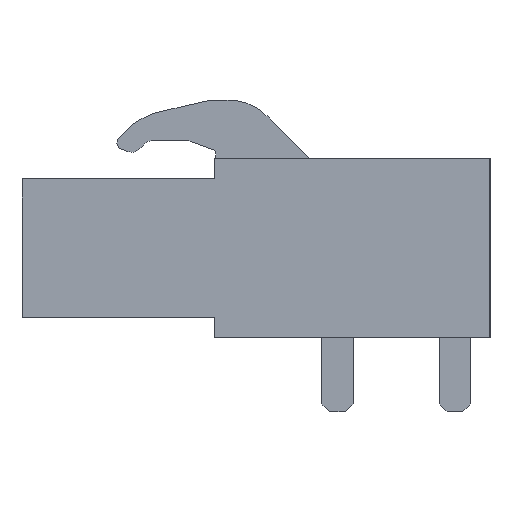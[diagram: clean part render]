
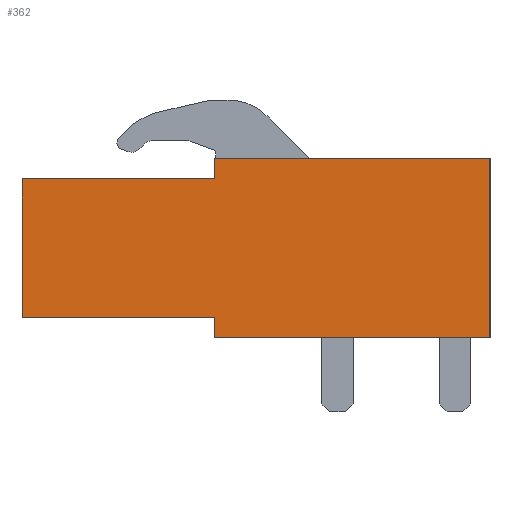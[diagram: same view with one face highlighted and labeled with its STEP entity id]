
A CAD part, left-side view. The second image highlights one B-rep face of the part: STEP entity #362.
In plain terms, the highlighted planar face has unit normal (-1, 0, 0).
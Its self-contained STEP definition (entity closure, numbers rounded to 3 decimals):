
#312=AXIS2_PLACEMENT_3D('Plane Axis2P3D',#309,#310,#311) ;
#40=CARTESIAN_POINT('Vertex',(0.,0.,3.2)) ;
#56=CARTESIAN_POINT('Vertex',(0.,0.,10.95)) ;
#59=CARTESIAN_POINT('Line Origine',(0.,0.,7.075)) ;
#89=CARTESIAN_POINT('Vertex',(0.,20.25,4.075)) ;
#92=CARTESIAN_POINT('Line Origine',(0.,20.25,7.075)) ;
#96=CARTESIAN_POINT('Vertex',(0.,20.25,10.075)) ;
#309=CARTESIAN_POINT('Axis2P3D Location',(0.,0.,3.2)) ;
#314=CARTESIAN_POINT('Line Origine',(0.,16.075,4.075)) ;
#318=CARTESIAN_POINT('Vertex',(0.,11.9,4.075)) ;
#321=CARTESIAN_POINT('Line Origine',(0.,11.9,3.638)) ;
#325=CARTESIAN_POINT('Vertex',(0.,11.9,3.2)) ;
#328=CARTESIAN_POINT('Line Origine',(0.,5.95,3.2)) ;
#333=CARTESIAN_POINT('Line Origine',(0.,5.95,10.95)) ;
#337=CARTESIAN_POINT('Vertex',(0.,11.9,10.95)) ;
#340=CARTESIAN_POINT('Line Origine',(0.,11.9,10.513)) ;
#344=CARTESIAN_POINT('Vertex',(0.,11.9,10.075)) ;
#347=CARTESIAN_POINT('Line Origine',(0.,16.075,10.075)) ;
#60=DIRECTION('Vector Direction',(0.,0.,1.)) ;
#93=DIRECTION('Vector Direction',(0.,0.,1.)) ;
#310=DIRECTION('Axis2P3D Direction',(-1.,0.,0.)) ;
#311=DIRECTION('Axis2P3D XDirection',(0.,0.,1.)) ;
#315=DIRECTION('Vector Direction',(0.,1.,0.)) ;
#322=DIRECTION('Vector Direction',(0.,0.,1.)) ;
#329=DIRECTION('Vector Direction',(0.,1.,0.)) ;
#334=DIRECTION('Vector Direction',(0.,1.,0.)) ;
#341=DIRECTION('Vector Direction',(0.,0.,-1.)) ;
#348=DIRECTION('Vector Direction',(0.,1.,0.)) ;
#61=VECTOR('Line Direction',#60,1.) ;
#94=VECTOR('Line Direction',#93,1.) ;
#316=VECTOR('Line Direction',#315,1.) ;
#323=VECTOR('Line Direction',#322,1.) ;
#330=VECTOR('Line Direction',#329,1.) ;
#335=VECTOR('Line Direction',#334,1.) ;
#342=VECTOR('Line Direction',#341,1.) ;
#349=VECTOR('Line Direction',#348,1.) ;
#353=ORIENTED_EDGE('',*,*,#320,.F.) ;
#354=ORIENTED_EDGE('',*,*,#327,.F.) ;
#355=ORIENTED_EDGE('',*,*,#332,.F.) ;
#356=ORIENTED_EDGE('',*,*,#63,.F.) ;
#357=ORIENTED_EDGE('',*,*,#339,.T.) ;
#358=ORIENTED_EDGE('',*,*,#346,.F.) ;
#359=ORIENTED_EDGE('',*,*,#351,.F.) ;
#360=ORIENTED_EDGE('',*,*,#98,.T.) ;
#362=ADVANCED_FACE('BLL 5.08/11/90 3.2 SN OR 1623030000',(#361),#313,.T.) ;
#63=EDGE_CURVE('',#57,#41,#62,.F.) ;
#98=EDGE_CURVE('',#97,#90,#95,.F.) ;
#320=EDGE_CURVE('',#319,#90,#317,.T.) ;
#327=EDGE_CURVE('',#326,#319,#324,.T.) ;
#332=EDGE_CURVE('',#41,#326,#331,.T.) ;
#339=EDGE_CURVE('',#57,#338,#336,.T.) ;
#346=EDGE_CURVE('',#345,#338,#343,.F.) ;
#351=EDGE_CURVE('',#97,#345,#350,.F.) ;
#352=EDGE_LOOP('',(#353,#354,#355,#356,#357,#358,#359,#360)) ;
#361=FACE_OUTER_BOUND('',#352,.T.) ;
#62=LINE('Line',#59,#61) ;
#95=LINE('Line',#92,#94) ;
#317=LINE('Line',#314,#316) ;
#324=LINE('Line',#321,#323) ;
#331=LINE('Line',#328,#330) ;
#336=LINE('Line',#333,#335) ;
#343=LINE('Line',#340,#342) ;
#350=LINE('Line',#347,#349) ;
#313=PLANE('',#312) ;
#41=VERTEX_POINT('',#40) ;
#57=VERTEX_POINT('',#56) ;
#90=VERTEX_POINT('',#89) ;
#97=VERTEX_POINT('',#96) ;
#319=VERTEX_POINT('',#318) ;
#326=VERTEX_POINT('',#325) ;
#338=VERTEX_POINT('',#337) ;
#345=VERTEX_POINT('',#344) ;
